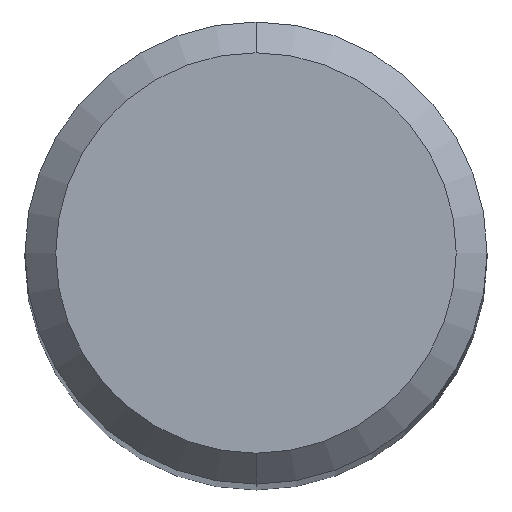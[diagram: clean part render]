
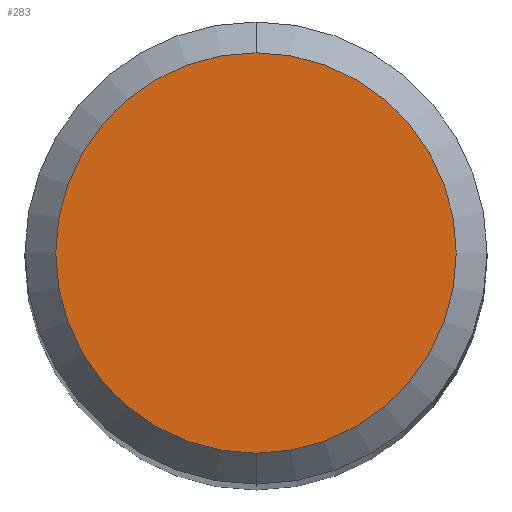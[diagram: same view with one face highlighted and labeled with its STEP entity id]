
A CAD part, top view. The second image highlights one B-rep face of the part: STEP entity #283.
In plain terms, the highlighted planar face has unit normal (0, 0, 1).
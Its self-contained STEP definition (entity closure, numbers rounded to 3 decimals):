
#283=ADVANCED_FACE('',(#603),#604,.T.);
#335=VERTEX_POINT('',#661);
#375=EDGE_CURVE('',#335,#421,#705,.T.);
#399=EDGE_CURVE('',#421,#335,#731,.T.);
#421=VERTEX_POINT('',#755);
#603=FACE_OUTER_BOUND('',#1095,.T.);
#604=PLANE('',#1096);
#661=CARTESIAN_POINT('',(0.0,2.6,0.0));
#705=CIRCLE('',#1271,2.6);
#731=CIRCLE('',#1311,2.6);
#755=CARTESIAN_POINT('',(0.,-2.6,0.0));
#1095=EDGE_LOOP('',(#1588,#1589));
#1096=AXIS2_PLACEMENT_3D('',#1590,#1591,#1592);
#1271=AXIS2_PLACEMENT_3D('',#1699,#1700,#1701);
#1311=AXIS2_PLACEMENT_3D('',#1725,#1726,#1727);
#1588=ORIENTED_EDGE('',*,*,#375,.F.);
#1589=ORIENTED_EDGE('',*,*,#399,.F.);
#1590=CARTESIAN_POINT('',(0.0,1.3,0.0));
#1591=DIRECTION('',(-0.0,0.0,1.0));
#1592=DIRECTION('',(0.0,-1.0,0.0));
#1699=CARTESIAN_POINT('',(0.0,0.0,0.0));
#1700=DIRECTION('',(0.0,0.0,-1.0));
#1701=DIRECTION('',(0.0,1.0,0.0));
#1725=CARTESIAN_POINT('',(0.0,0.0,0.0));
#1726=DIRECTION('',(0.0,0.0,-1.0));
#1727=DIRECTION('',(0.0,1.0,0.0));
